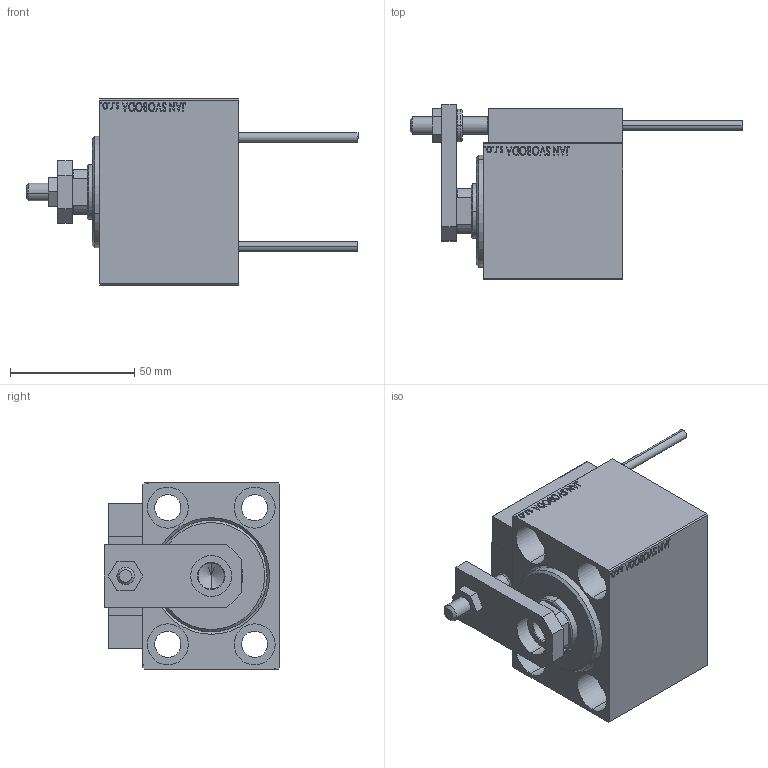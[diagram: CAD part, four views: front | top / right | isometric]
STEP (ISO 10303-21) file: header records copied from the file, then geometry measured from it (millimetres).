
FILE_DESCRIPTION (( 'STEP AP203' ), '1' );
FILE_NAME ('f491.STEP', '2021-11-02T03:52:11', ( '' ), ( '' ), 'SwSTEP 2.0', 'SolidWorks 2019', '' );
FILE_SCHEMA (( 'CONFIG_CONTROL_DESIGN' ));
Length unit declared in the file: millimetre
Products named in the file (15): V450CM_VC_B 823a1f63de6d2fe9a184f31245c2eca8; V450CM_C 823a1f63de6d2fe9a184f31245c2eca8; ALLEN BOLT D5 823a1f63de6d2fe9a184f31245c2eca8; ALLEN BOLT D8 823a1f63de6d2fe9a184f31245c2eca8; TYC_L79 823a1f63de6d2fe9a184f31245c2eca8; SWITCH X 823a1f63de6d2fe9a184f31245c2eca8; Block 823a1f63de6d2fe9a184f31245c2eca8; f491; KONCOVKA 823a1f63de6d2fe9a184f31245c2eca8; SWITCH_X_FRONT_BACK 823a1f63de6d2fe9a184f31245c2eca8; SWITCH DIM B,W 823a1f63de6d2fe9a184f31245c2eca8; ZARAZKA 823a1f63de6d2fe9a184f31245c2eca8; MAGNET 823a1f63de6d2fe9a184f31245c2eca8; V450CM_C_VCP 823a1f63de6d2fe9a184f31245c2eca8; NUT_D12 823a1f63de6d2fe9a184f31245c2eca8
Assembly tree (24 placements, depth 3):
  f491
    V450CM_C 823a1f63de6d2fe9a184f31245c2eca8
    SWITCH X 823a1f63de6d2fe9a184f31245c2eca8
      SWITCH_X_FRONT_BACK 823a1f63de6d2fe9a184f31245c2eca8  x2
      TYC_L79 823a1f63de6d2fe9a184f31245c2eca8
      Block 823a1f63de6d2fe9a184f31245c2eca8  x2
      ALLEN BOLT D5 823a1f63de6d2fe9a184f31245c2eca8  x4
      ALLEN BOLT D8 823a1f63de6d2fe9a184f31245c2eca8  x4
      MAGNET 823a1f63de6d2fe9a184f31245c2eca8  x2
      KONCOVKA 823a1f63de6d2fe9a184f31245c2eca8  x2
    NUT_D12 823a1f63de6d2fe9a184f31245c2eca8
    SWITCH DIM B,W 823a1f63de6d2fe9a184f31245c2eca8
    ZARAZKA 823a1f63de6d2fe9a184f31245c2eca8
    V450CM_C_VCP 823a1f63de6d2fe9a184f31245c2eca8
    V450CM_VC_B 823a1f63de6d2fe9a184f31245c2eca8
Bounding box: 133.7 x 70.5 x 75 mm (x, y, z)
Volume: 245601.8 mm3; surface area: 75864.6 mm2
Topology: 23 solids, 23 shells, 1278 faces, 3064 edges, 1959 vertices
Faces by surface type: plane 560, bspline 380, cylinder 184, cone 106, torus 44, sphere 4
Entity records: 50115 total; most frequent: CARTESIAN_POINT 25898, ORIENTED_EDGE 5148, DIRECTION 3454, EDGE_CURVE 2574, VERTEX_POINT 1683, VECTOR 1480, LINE 1480, EDGE_LOOP 1187
